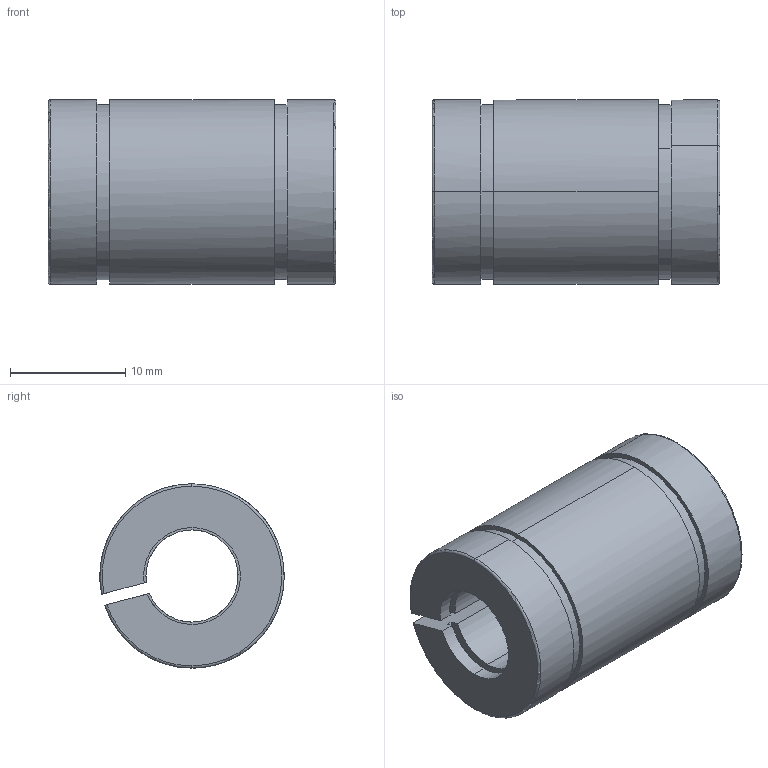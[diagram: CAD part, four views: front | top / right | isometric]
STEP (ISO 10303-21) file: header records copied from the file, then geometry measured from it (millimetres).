
FILE_DESCRIPTION(('CATIA V5 STEP Exchange'),'2;1');
FILE_NAME('sbe8-aj.stp','2006-09-07T00:48:18+00:00',('none'),('none'),'CATIA Version 5 Release 14 (IN-10)','CATIA V5 STEP AP214','none');
FILE_SCHEMA(('AUTOMOTIVE_DESIGN { 1 0 10303 214 1 1 1 1 }'));
Length unit declared in the file: millimetre
Products named in the file (1): sbe8-aj
Bounding box: 25 x 16 x 16 mm (x, y, z)
Volume: 3595.4 mm3; surface area: 2460.8 mm2
Topology: 1 solids, 1 shells, 48 faces, 134 edges, 88 vertices
Faces by surface type: cylinder 30, plane 12, torus 6
Entity records: 2154 total; most frequent: CARTESIAN_POINT 1047, ORIENTED_EDGE 268, DIRECTION 155, EDGE_CURVE 134, VERTEX_POINT 88, AXIS2_PLACEMENT_3D 60, VECTOR 60, LINE 60
